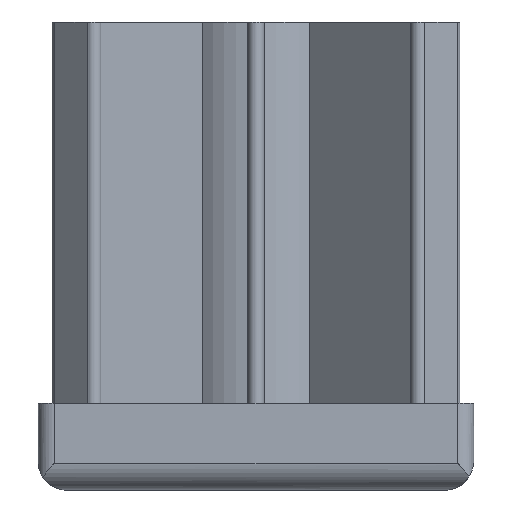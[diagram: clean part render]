
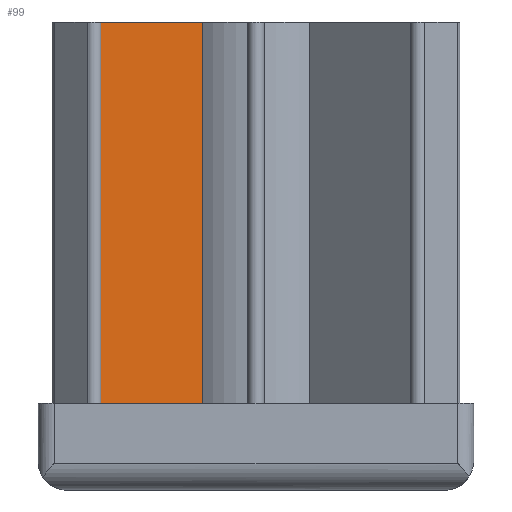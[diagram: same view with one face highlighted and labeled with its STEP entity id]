
A CAD part, front view. The second image highlights one B-rep face of the part: STEP entity #99.
In plain terms, the highlighted planar face has unit normal (0.707, -0.707, 0).
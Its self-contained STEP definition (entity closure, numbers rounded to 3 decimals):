
#99 = ADVANCED_FACE( '', ( #255 ), #256, .F. );
#255 = FACE_OUTER_BOUND( '', #470, .T. );
#256 = PLANE( '', #471 );
#470 = EDGE_LOOP( '', ( #696, #697, #698, #699 ) );
#471 = AXIS2_PLACEMENT_3D( '', #700, #701, #702 );
#696 = ORIENTED_EDGE( '', *, *, #1322, .T. );
#697 = ORIENTED_EDGE( '', *, *, #1323, .T. );
#698 = ORIENTED_EDGE( '', *, *, #1324, .F. );
#699 = ORIENTED_EDGE( '', *, *, #1325, .F. );
#700 = CARTESIAN_POINT( '', ( -15.409, -16.47, 43. ) );
#701 = DIRECTION( '', ( -0.707, 0.707, 0. ) );
#702 = DIRECTION( '', ( -0.707, -0.707, 0. ) );
#1322 = EDGE_CURVE( '', #1588, #1589, #1590, .T. );
#1323 = EDGE_CURVE( '', #1589, #1591, #1592, .T. );
#1324 = EDGE_CURVE( '', #1593, #1591, #1594, .T. );
#1325 = EDGE_CURVE( '', #1588, #1593, #1595, .T. );
#1588 = VERTEX_POINT( '', #1977 );
#1589 = VERTEX_POINT( '', #1978 );
#1590 = LINE( '', #1979, #1980 );
#1591 = VERTEX_POINT( '', #1981 );
#1592 = LINE( '', #1982, #1983 );
#1593 = VERTEX_POINT( '', #1984 );
#1594 = LINE( '', #1985, #1986 );
#1595 = LINE( '', #1987, #1988 );
#1977 = CARTESIAN_POINT( '', ( -15.409, -16.47, 43. ) );
#1978 = CARTESIAN_POINT( '', ( -15.409, -16.47, 8. ) );
#1979 = CARTESIAN_POINT( '', ( -15.409, -16.47, 43. ) );
#1980 = VECTOR( '', #2577, 1000. );
#1981 = CARTESIAN_POINT( '', ( -4.924, -5.985, 8. ) );
#1982 = CARTESIAN_POINT( '', ( -15.409, -16.47, 8. ) );
#1983 = VECTOR( '', #2578, 1000. );
#1984 = CARTESIAN_POINT( '', ( -4.924, -5.985, 43. ) );
#1985 = CARTESIAN_POINT( '', ( -4.924, -5.985, 43. ) );
#1986 = VECTOR( '', #2579, 1000. );
#1987 = CARTESIAN_POINT( '', ( -15.409, -16.47, 43. ) );
#1988 = VECTOR( '', #2580, 1000. );
#2577 = DIRECTION( '', ( 0., 0., -1. ) );
#2578 = DIRECTION( '', ( 0.707, 0.707, 0. ) );
#2579 = DIRECTION( '', ( 0., 0., -1. ) );
#2580 = DIRECTION( '', ( 0.707, 0.707, 0. ) );
